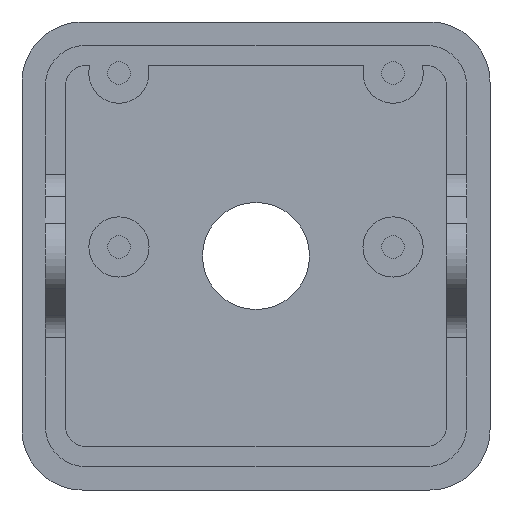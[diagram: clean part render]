
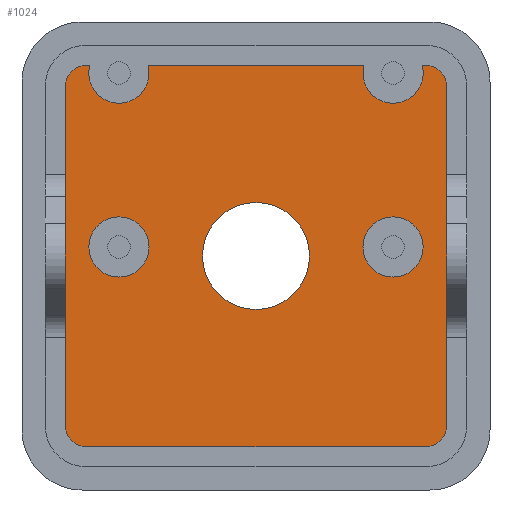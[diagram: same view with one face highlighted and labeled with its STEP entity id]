
A CAD part, front view. The second image highlights one B-rep face of the part: STEP entity #1024.
In plain terms, the highlighted planar face has unit normal (0, -1, 0).
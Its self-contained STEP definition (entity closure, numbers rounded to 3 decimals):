
#22=FACE_BOUND('',#157,.T.);
#23=FACE_BOUND('',#158,.T.);
#24=FACE_BOUND('',#159,.T.);
#45=PLANE('',#1147);
#91=FACE_OUTER_BOUND('',#156,.T.);
#156=EDGE_LOOP('',(#830,#831,#832,#833,#834,#835,#836,#837,#838,#839,#840,
#841));
#157=EDGE_LOOP('',(#842));
#158=EDGE_LOOP('',(#843));
#159=EDGE_LOOP('',(#844));
#226=LINE('',#1649,#315);
#242=LINE('',#1715,#331);
#244=LINE('',#1718,#333);
#245=LINE('',#1721,#334);
#246=LINE('',#1725,#335);
#247=LINE('',#1729,#336);
#315=VECTOR('',#1317,10.);
#331=VECTOR('',#1395,10.);
#333=VECTOR('',#1399,10.);
#334=VECTOR('',#1402,10.);
#335=VECTOR('',#1405,10.);
#336=VECTOR('',#1408,10.);
#392=CIRCLE('',#1117,4.);
#401=CIRCLE('',#1135,2.25);
#402=CIRCLE('',#1138,2.25);
#404=CIRCLE('',#1141,2.25);
#405=CIRCLE('',#1144,2.25);
#406=CIRCLE('',#1148,1.5);
#407=CIRCLE('',#1149,1.5);
#408=CIRCLE('',#1150,1.5);
#409=CIRCLE('',#1151,1.5);
#474=VERTEX_POINT('',#1646);
#475=VERTEX_POINT('',#1648);
#478=VERTEX_POINT('',#1658);
#487=VERTEX_POINT('',#1690);
#488=VERTEX_POINT('',#1695);
#489=VERTEX_POINT('',#1696);
#491=VERTEX_POINT('',#1703);
#492=VERTEX_POINT('',#1708);
#493=VERTEX_POINT('',#1709);
#494=VERTEX_POINT('',#1714);
#495=VERTEX_POINT('',#1720);
#496=VERTEX_POINT('',#1722);
#497=VERTEX_POINT('',#1724);
#498=VERTEX_POINT('',#1726);
#499=VERTEX_POINT('',#1728);
#588=EDGE_CURVE('',#475,#474,#226,.T.);
#593=EDGE_CURVE('',#478,#478,#392,.T.);
#608=EDGE_CURVE('',#487,#487,#401,.T.);
#609=EDGE_CURVE('',#488,#489,#402,.T.);
#614=EDGE_CURVE('',#491,#491,#404,.T.);
#615=EDGE_CURVE('',#492,#493,#405,.T.);
#618=EDGE_CURVE('',#494,#492,#242,.T.);
#620=EDGE_CURVE('',#493,#488,#244,.T.);
#621=EDGE_CURVE('',#489,#495,#245,.T.);
#622=EDGE_CURVE('',#495,#496,#406,.T.);
#623=EDGE_CURVE('',#496,#497,#246,.T.);
#624=EDGE_CURVE('',#497,#498,#407,.T.);
#625=EDGE_CURVE('',#498,#499,#247,.T.);
#626=EDGE_CURVE('',#499,#475,#408,.T.);
#627=EDGE_CURVE('',#474,#494,#409,.T.);
#830=ORIENTED_EDGE('',*,*,#609,.T.);
#831=ORIENTED_EDGE('',*,*,#621,.T.);
#832=ORIENTED_EDGE('',*,*,#622,.T.);
#833=ORIENTED_EDGE('',*,*,#623,.T.);
#834=ORIENTED_EDGE('',*,*,#624,.T.);
#835=ORIENTED_EDGE('',*,*,#625,.T.);
#836=ORIENTED_EDGE('',*,*,#626,.T.);
#837=ORIENTED_EDGE('',*,*,#588,.T.);
#838=ORIENTED_EDGE('',*,*,#627,.T.);
#839=ORIENTED_EDGE('',*,*,#618,.T.);
#840=ORIENTED_EDGE('',*,*,#615,.T.);
#841=ORIENTED_EDGE('',*,*,#620,.T.);
#842=ORIENTED_EDGE('',*,*,#593,.T.);
#843=ORIENTED_EDGE('',*,*,#614,.T.);
#844=ORIENTED_EDGE('',*,*,#608,.T.);
#1024=ADVANCED_FACE('',(#91,#22,#23,#24),#45,.F.);
#1117=AXIS2_PLACEMENT_3D('',#1659,#1326,#1327);
#1135=AXIS2_PLACEMENT_3D('',#1692,#1368,#1369);
#1138=AXIS2_PLACEMENT_3D('',#1697,#1374,#1375);
#1141=AXIS2_PLACEMENT_3D('',#1705,#1383,#1384);
#1144=AXIS2_PLACEMENT_3D('',#1710,#1389,#1390);
#1147=AXIS2_PLACEMENT_3D('',#1719,#1400,#1401);
#1148=AXIS2_PLACEMENT_3D('',#1723,#1403,#1404);
#1149=AXIS2_PLACEMENT_3D('',#1727,#1406,#1407);
#1150=AXIS2_PLACEMENT_3D('',#1730,#1409,#1410);
#1151=AXIS2_PLACEMENT_3D('',#1731,#1411,#1412);
#1317=DIRECTION('',(0.,0.,1.));
#1326=DIRECTION('center_axis',(0.,1.,0.));
#1327=DIRECTION('ref_axis',(1.,0.,0.));
#1368=DIRECTION('center_axis',(0.,1.,0.));
#1369=DIRECTION('ref_axis',(1.,0.,0.));
#1374=DIRECTION('center_axis',(0.,1.,0.));
#1375=DIRECTION('ref_axis',(1.,0.,0.));
#1383=DIRECTION('center_axis',(0.,1.,0.));
#1384=DIRECTION('ref_axis',(1.,0.,0.));
#1389=DIRECTION('center_axis',(0.,1.,0.));
#1390=DIRECTION('ref_axis',(1.,0.,0.));
#1395=DIRECTION('',(-1.,0.,0.));
#1399=DIRECTION('',(-1.,0.,0.));
#1400=DIRECTION('center_axis',(0.,1.,0.));
#1401=DIRECTION('ref_axis',(0.,0.,1.));
#1402=DIRECTION('',(-1.,0.,0.));
#1403=DIRECTION('center_axis',(0.,-1.,0.));
#1404=DIRECTION('ref_axis',(1.,0.,0.));
#1405=DIRECTION('',(0.,0.,-1.));
#1406=DIRECTION('center_axis',(0.,-1.,0.));
#1407=DIRECTION('ref_axis',(0.,0.,1.));
#1408=DIRECTION('',(1.,0.,0.));
#1409=DIRECTION('center_axis',(0.,-1.,0.));
#1410=DIRECTION('ref_axis',(-1.,0.,0.));
#1411=DIRECTION('center_axis',(0.,-1.,0.));
#1412=DIRECTION('ref_axis',(0.,0.,-1.));
#1646=CARTESIAN_POINT('',(14.25,0.,12.75));
#1648=CARTESIAN_POINT('',(14.25,0.,-12.75));
#1649=CARTESIAN_POINT('',(14.25,0.,6.375));
#1658=CARTESIAN_POINT('',(-4.,0.,0.));
#1659=CARTESIAN_POINT('Origin',(0.,0.,0.));
#1690=CARTESIAN_POINT('',(-12.5,0.,0.677));
#1692=CARTESIAN_POINT('Origin',(-10.25,0.,0.677));
#1695=CARTESIAN_POINT('',(-8.074,0.,14.25));
#1696=CARTESIAN_POINT('',(-12.426,0.,14.25));
#1697=CARTESIAN_POINT('Origin',(-10.25,0.,13.677));
#1703=CARTESIAN_POINT('',(8.,0.,0.677));
#1705=CARTESIAN_POINT('Origin',(10.25,0.,0.677));
#1708=CARTESIAN_POINT('',(12.426,0.,14.25));
#1709=CARTESIAN_POINT('',(8.074,0.,14.25));
#1710=CARTESIAN_POINT('Origin',(10.25,0.,13.677));
#1714=CARTESIAN_POINT('',(12.75,0.,14.25));
#1715=CARTESIAN_POINT('',(-6.375,0.,14.25));
#1718=CARTESIAN_POINT('',(-6.375,0.,14.25));
#1719=CARTESIAN_POINT('Origin',(0.,0.,0.));
#1720=CARTESIAN_POINT('',(-12.75,0.,14.25));
#1721=CARTESIAN_POINT('',(-6.375,0.,14.25));
#1722=CARTESIAN_POINT('',(-14.25,0.,12.75));
#1723=CARTESIAN_POINT('Origin',(-12.75,0.,12.75));
#1724=CARTESIAN_POINT('',(-14.25,0.,-12.75));
#1725=CARTESIAN_POINT('',(-14.25,0.,-6.375));
#1726=CARTESIAN_POINT('',(-12.75,0.,-14.25));
#1727=CARTESIAN_POINT('Origin',(-12.75,0.,-12.75));
#1728=CARTESIAN_POINT('',(12.75,0.,-14.25));
#1729=CARTESIAN_POINT('',(6.375,0.,-14.25));
#1730=CARTESIAN_POINT('Origin',(12.75,0.,-12.75));
#1731=CARTESIAN_POINT('Origin',(12.75,0.,12.75));
